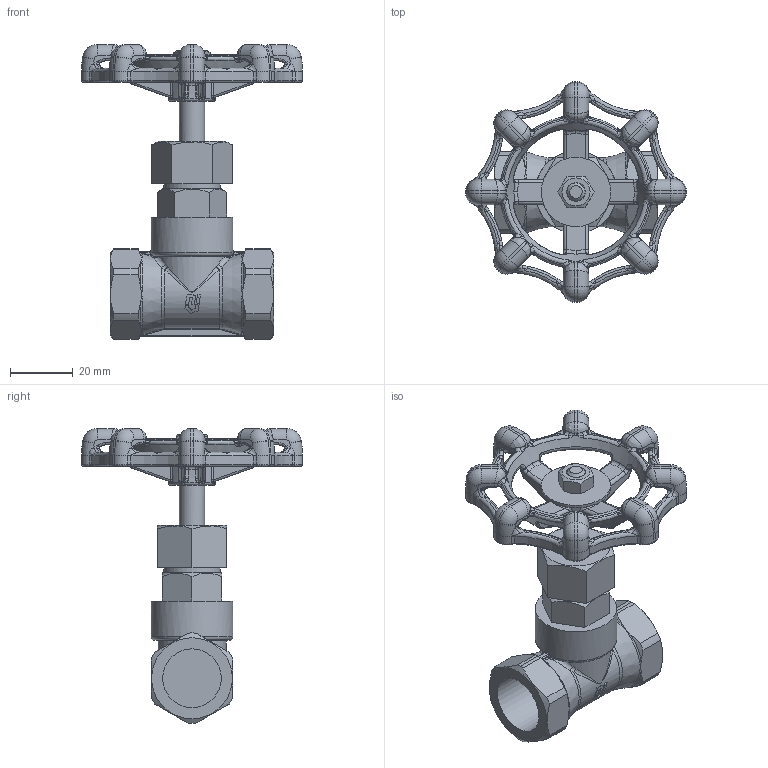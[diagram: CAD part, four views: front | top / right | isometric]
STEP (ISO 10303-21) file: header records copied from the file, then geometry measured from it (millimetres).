
FILE_DESCRIPTION(('HOOPS Exchange Step'),'2;1');
FILE_NAME('AV11_DN15.stp','2026-01-29T15:40:19+01:00',('nieru'),('Unknown organisation'),'HOOPS Exchange 2024.2','HOOPS Exchange','Unknown authorisation');
FILE_SCHEMA( ('AP203_CONFIGURATION_CONTROLLED_3D_DESIGN_OF_MECHANICAL_PARTS_AND_ASSEMBLIES_MIM_LF') );
Length unit declared in the file: millimetre
Products named in the file (2): 0; root
Assembly tree (1 placements, depth 2):
  root
    0
Bounding box: 70.16 x 70.16 x 93.65 mm (x, y, z)
Volume: 45225.9 mm3; surface area: 22470.9 mm2
Topology: 4 solids, 4 shells, 1770 faces, 4281 edges, 2467 vertices
Faces by surface type: bspline 795, cylinder 414, torus 299, plane 234, cone 28
Full cylindrical faces by diameter (mm): 8 x2, 15 x1, 15.294 x1, 18 x1, 18.631 x2, 26 x1
Entity records: 127783 total; most frequent: CARTESIAN_POINT 91090, ORIENTED_EDGE 8470, DIRECTION 6448, EDGE_CURVE 4235, AXIS2_PLACEMENT_3D 2805, VERTEX_POINT 2467, EDGE_LOOP 1790, FACE_BOUND 1790
